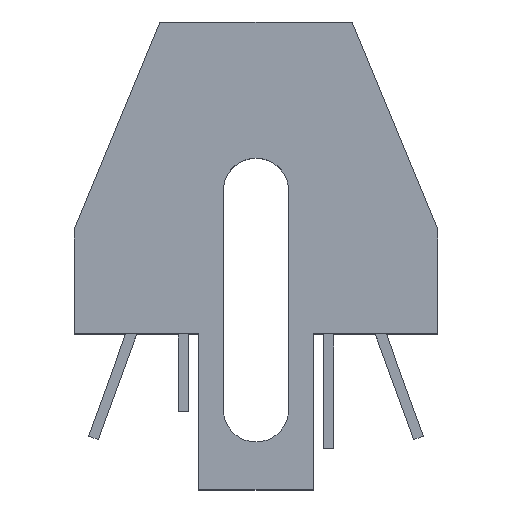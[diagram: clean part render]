
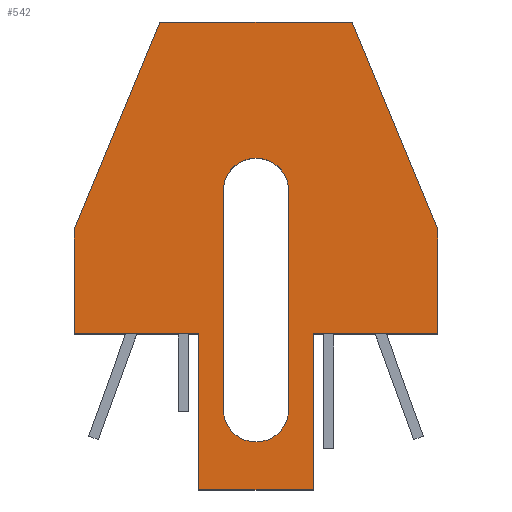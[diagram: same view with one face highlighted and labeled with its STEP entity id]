
A CAD part, top view. The second image highlights one B-rep face of the part: STEP entity #542.
In plain terms, the highlighted planar face has unit normal (0, 0, 1).
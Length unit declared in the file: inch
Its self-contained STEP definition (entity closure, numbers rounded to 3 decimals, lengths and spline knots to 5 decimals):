
#8 = CARTESIAN_POINT ( 'NONE',  ( 0.35, 0., 0.1 ) ) ;
#16 = DIRECTION ( 'NONE',  ( -1., 0., 0. ) ) ;
#19 = LINE ( 'NONE', #1298, #864 ) ;
#23 = VERTEX_POINT ( 'NONE', #722 ) ;
#25 = LINE ( 'NONE', #1305, #740 ) ;
#63 = LINE ( 'NONE', #1344, #1046 ) ;
#72 = VERTEX_POINT ( 'NONE', #980 ) ;
#80 = DIRECTION ( 'NONE',  ( 1., 0., 0. ) ) ;
#82 = DIRECTION ( 'NONE',  ( 0., 0., 1. ) ) ;
#112 = CARTESIAN_POINT ( 'NONE',  ( -0.063, -0.145, 0.1 ) ) ;
#115 = FACE_BOUND ( 'NONE', #723, .T. ) ;
#139 = LINE ( 'NONE', #1422, #330 ) ;
#157 = LINE ( 'NONE', #8, #553 ) ;
#160 = CARTESIAN_POINT ( 'NONE',  ( 0.35, 0.2, 0.1 ) ) ;
#165 = DIRECTION ( 'NONE',  ( 0., 0., 1. ) ) ;
#166 = DIRECTION ( 'NONE',  ( -0.381, 0.924, 0. ) ) ;
#173 = ORIENTED_EDGE ( 'NONE', *, *, #1133, .F. ) ;
#198 = VECTOR ( 'NONE', #166, 39.37008 ) ;
#234 = CARTESIAN_POINT ( 'NONE',  ( -0.11, 0., 0.1 ) ) ;
#235 = CARTESIAN_POINT ( 'NONE',  ( 0., -0.145, 0.1 ) ) ;
#261 = CARTESIAN_POINT ( 'NONE',  ( 0.11, -0.3, 0.1 ) ) ;
#294 = ORIENTED_EDGE ( 'NONE', *, *, #743, .T. ) ;
#303 = CARTESIAN_POINT ( 'NONE',  ( 0., 0.275, 0.1 ) ) ;
#304 = CARTESIAN_POINT ( 'NONE',  ( 0.35, 0.2, 0.1 ) ) ;
#322 = VERTEX_POINT ( 'NONE', #681 ) ;
#323 = ORIENTED_EDGE ( 'NONE', *, *, #539, .T. ) ;
#330 = VECTOR ( 'NONE', #1274, 39.37008 ) ;
#345 = VECTOR ( 'NONE', #420, 39.37008 ) ;
#362 = ORIENTED_EDGE ( 'NONE', *, *, #597, .T. ) ;
#371 = VERTEX_POINT ( 'NONE', #1335 ) ;
#381 = LINE ( 'NONE', #234, #917 ) ;
#390 = CARTESIAN_POINT ( 'NONE',  ( 0.11, 0., 0.1 ) ) ;
#406 = CARTESIAN_POINT ( 'NONE',  ( -0.11, -0.3, 0.1 ) ) ;
#408 = DIRECTION ( 'NONE',  ( 0., -1., 0. ) ) ;
#420 = DIRECTION ( 'NONE',  ( 0., -1., 0. ) ) ;
#446 = AXIS2_PLACEMENT_3D ( 'NONE', #841, #696, #549 ) ;
#458 = LINE ( 'NONE', #304, #198 ) ;
#467 = CIRCLE ( 'NONE', #1221, 0.063 ) ;
#480 = EDGE_CURVE ( 'NONE', #486, #23, #63, .T. ) ;
#486 = VERTEX_POINT ( 'NONE', #617 ) ;
#491 = EDGE_LOOP ( 'NONE', ( #1283, #637, #717, #294, #888, #859, #362, #323, #777, #1170 ) ) ;
#493 = ORIENTED_EDGE ( 'NONE', *, *, #1297, .F. ) ;
#495 = FACE_OUTER_BOUND ( 'NONE', #491, .T. ) ;
#503 = CARTESIAN_POINT ( 'NONE',  ( -0.063, 0.275, 0.1 ) ) ;
#539 = EDGE_CURVE ( 'NONE', #1185, #486, #139, .T. ) ;
#542 = ADVANCED_FACE ( 'NONE', ( #495, #115 ), #1131, .T. ) ;
#549 = DIRECTION ( 'NONE',  ( 1., 0., 0. ) ) ;
#550 = EDGE_CURVE ( 'NONE', #72, #371, #1096, .T. ) ;
#553 = VECTOR ( 'NONE', #1284, 39.37008 ) ;
#563 = VERTEX_POINT ( 'NONE', #406 ) ;
#564 = CARTESIAN_POINT ( 'NONE',  ( -0.063, 0.275, 0.1 ) ) ;
#573 = CARTESIAN_POINT ( 'NONE',  ( -0.11, -0.3, 0.1 ) ) ;
#597 = EDGE_CURVE ( 'NONE', #322, #1185, #1067, .T. ) ;
#606 = DIRECTION ( 'NONE',  ( 1., 0., 0. ) ) ;
#617 = CARTESIAN_POINT ( 'NONE',  ( -0.35, 0.2, 0.1 ) ) ;
#633 = VECTOR ( 'NONE', #809, 39.37008 ) ;
#637 = ORIENTED_EDGE ( 'NONE', *, *, #1102, .T. ) ;
#647 = VERTEX_POINT ( 'NONE', #160 ) ;
#681 = CARTESIAN_POINT ( 'NONE',  ( 0.185, 0.6, 0.1 ) ) ;
#696 = DIRECTION ( 'NONE',  ( 0., 0., 1. ) ) ;
#702 = VECTOR ( 'NONE', #408, 39.37008 ) ;
#711 = LINE ( 'NONE', #564, #702 ) ;
#717 = ORIENTED_EDGE ( 'NONE', *, *, #1239, .T. ) ;
#719 = LINE ( 'NONE', #573, #345 ) ;
#722 = CARTESIAN_POINT ( 'NONE',  ( -0.35, 0., 0.1 ) ) ;
#723 = EDGE_LOOP ( 'NONE', ( #1087, #173, #1104, #493 ) ) ;
#740 = VECTOR ( 'NONE', #1164, 39.37008 ) ;
#743 = EDGE_CURVE ( 'NONE', #1373, #1272, #19, .T. ) ;
#747 = CARTESIAN_POINT ( 'NONE',  ( 0.11, -0.3, 0.1 ) ) ;
#777 = ORIENTED_EDGE ( 'NONE', *, *, #480, .T. ) ;
#783 = DIRECTION ( 'NONE',  ( -1., 0., 0. ) ) ;
#809 = DIRECTION ( 'NONE',  ( 0., 1., 0. ) ) ;
#840 = VERTEX_POINT ( 'NONE', #1168 ) ;
#841 = CARTESIAN_POINT ( 'NONE',  ( 0., 0., 0.1 ) ) ;
#859 = ORIENTED_EDGE ( 'NONE', *, *, #1318, .T. ) ;
#864 = VECTOR ( 'NONE', #1160, 39.37008 ) ;
#888 = ORIENTED_EDGE ( 'NONE', *, *, #1027, .T. ) ;
#898 = LINE ( 'NONE', #747, #1282 ) ;
#917 = VECTOR ( 'NONE', #80, 39.37008 ) ;
#928 = CARTESIAN_POINT ( 'NONE',  ( -0.185, 0.6, 0.1 ) ) ;
#934 = VERTEX_POINT ( 'NONE', #261 ) ;
#942 = VERTEX_POINT ( 'NONE', #112 ) ;
#952 = CARTESIAN_POINT ( 'NONE',  ( 0.063, 0.275, 0.1 ) ) ;
#980 = CARTESIAN_POINT ( 'NONE',  ( 0.063, -0.145, 0.1 ) ) ;
#1027 = EDGE_CURVE ( 'NONE', #1272, #647, #157, .T. ) ;
#1033 = EDGE_CURVE ( 'NONE', #1405, #942, #711, .T. ) ;
#1046 = VECTOR ( 'NONE', #1198, 39.37008 ) ;
#1067 = LINE ( 'NONE', #928, #1111 ) ;
#1083 = EDGE_CURVE ( 'NONE', #23, #840, #381, .T. ) ;
#1087 = ORIENTED_EDGE ( 'NONE', *, *, #1033, .F. ) ;
#1096 = LINE ( 'NONE', #952, #633 ) ;
#1102 = EDGE_CURVE ( 'NONE', #563, #934, #898, .T. ) ;
#1104 = ORIENTED_EDGE ( 'NONE', *, *, #550, .F. ) ;
#1111 = VECTOR ( 'NONE', #783, 39.37008 ) ;
#1131 = PLANE ( 'NONE',  #446 ) ;
#1133 = EDGE_CURVE ( 'NONE', #371, #1405, #1361, .T. ) ;
#1160 = DIRECTION ( 'NONE',  ( 1., 0., 0. ) ) ;
#1164 = DIRECTION ( 'NONE',  ( 0., 1., 0. ) ) ;
#1168 = CARTESIAN_POINT ( 'NONE',  ( -0.11, 0., 0.1 ) ) ;
#1170 = ORIENTED_EDGE ( 'NONE', *, *, #1083, .T. ) ;
#1185 = VERTEX_POINT ( 'NONE', #1265 ) ;
#1198 = DIRECTION ( 'NONE',  ( 0., -1., 0. ) ) ;
#1221 = AXIS2_PLACEMENT_3D ( 'NONE', #235, #82, #1369 ) ;
#1239 = EDGE_CURVE ( 'NONE', #934, #1373, #25, .T. ) ;
#1250 = AXIS2_PLACEMENT_3D ( 'NONE', #303, #165, #16 ) ;
#1265 = CARTESIAN_POINT ( 'NONE',  ( -0.185, 0.6, 0.1 ) ) ;
#1272 = VERTEX_POINT ( 'NONE', #1399 ) ;
#1274 = DIRECTION ( 'NONE',  ( -0.381, -0.924, 0. ) ) ;
#1282 = VECTOR ( 'NONE', #606, 39.37008 ) ;
#1283 = ORIENTED_EDGE ( 'NONE', *, *, #1351, .T. ) ;
#1284 = DIRECTION ( 'NONE',  ( 0., 1., 0. ) ) ;
#1297 = EDGE_CURVE ( 'NONE', #942, #72, #467, .T. ) ;
#1298 = CARTESIAN_POINT ( 'NONE',  ( 0.11, 0., 0.1 ) ) ;
#1305 = CARTESIAN_POINT ( 'NONE',  ( 0.11, -0.3, 0.1 ) ) ;
#1318 = EDGE_CURVE ( 'NONE', #647, #322, #458, .T. ) ;
#1335 = CARTESIAN_POINT ( 'NONE',  ( 0.063, 0.275, 0.1 ) ) ;
#1344 = CARTESIAN_POINT ( 'NONE',  ( -0.35, 0., 0.1 ) ) ;
#1351 = EDGE_CURVE ( 'NONE', #840, #563, #719, .T. ) ;
#1361 = CIRCLE ( 'NONE', #1250, 0.063 ) ;
#1369 = DIRECTION ( 'NONE',  ( 1., 0., 0. ) ) ;
#1373 = VERTEX_POINT ( 'NONE', #390 ) ;
#1399 = CARTESIAN_POINT ( 'NONE',  ( 0.35, 0., 0.1 ) ) ;
#1405 = VERTEX_POINT ( 'NONE', #503 ) ;
#1422 = CARTESIAN_POINT ( 'NONE',  ( -0.35, 0.2, 0.1 ) ) ;
